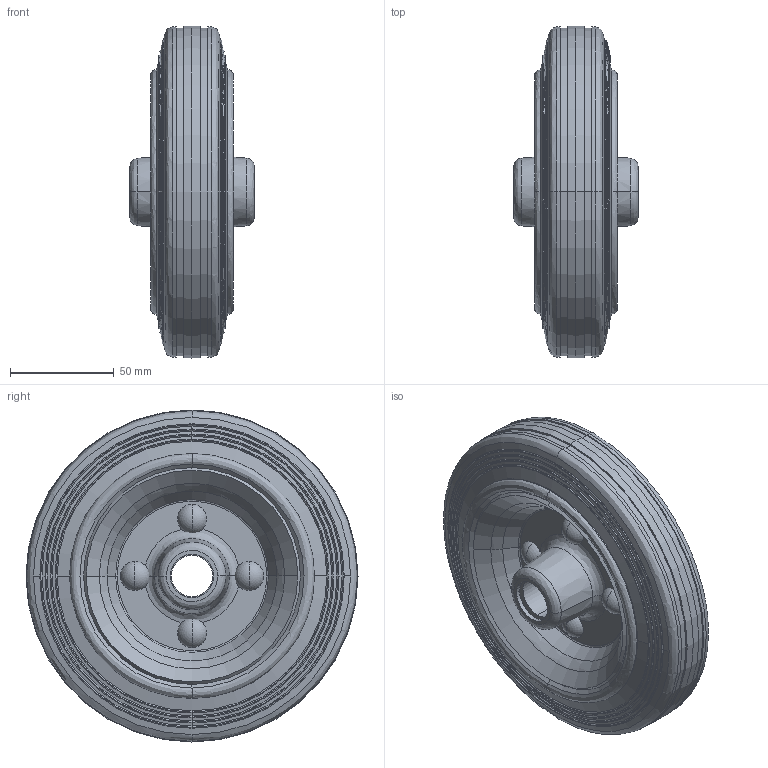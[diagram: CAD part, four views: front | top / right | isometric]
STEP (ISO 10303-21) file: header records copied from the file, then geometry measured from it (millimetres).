
FILE_DESCRIPTION (( 'STEP AP214' ), '1' );
FILE_NAME ('0013194_SGS-160-40-58-R20-EC.STEP', '2015-04-02T10:41:33', ( '' ), ( '' ), 'SwSTEP 2.0', 'SolidWorks 2014', '' );
FILE_SCHEMA (( 'AUTOMOTIVE_DESIGN' ));
Length unit declared in the file: millimetre
Products named in the file (1): 0013194_SGS-160-40-58-R20-EC
Bounding box: 60 x 160 x 160 mm (x, y, z)
Volume: 505701.2 mm3; surface area: 105749.4 mm2
Topology: 16 solids, 17 shells, 365 faces, 837 edges, 504 vertices
Faces by surface type: bspline 147, cone 92, plane 74, cylinder 36, torus 16
Entity records: 17784 total; most frequent: CARTESIAN_POINT 6269, ORIENTED_EDGE 1642, DIRECTION 1556, EDGE_CURVE 821, AXIS2_PLACEMENT_3D 647, VERTEX_POINT 504, CIRCLE 428, EDGE_LOOP 407
